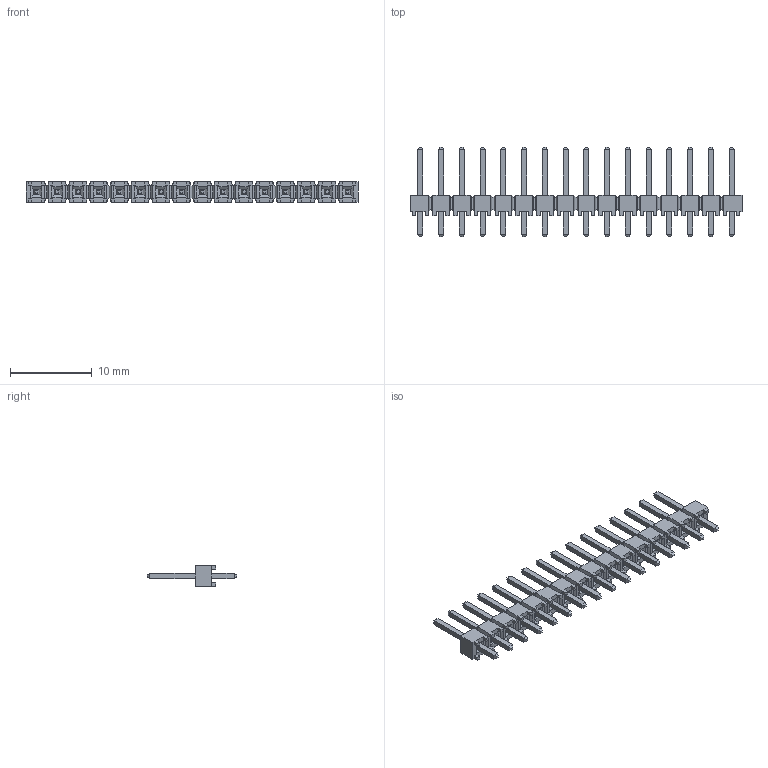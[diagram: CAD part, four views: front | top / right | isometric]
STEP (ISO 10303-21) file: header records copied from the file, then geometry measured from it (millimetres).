
FILE_DESCRIPTION (( 'STEP AP214' ), '1' );
FILE_NAME ('Samtec-TSW-116-07-T-S.step', '2014-08-13T11:57:14', ( 'Windows User' ), ( '' ), 'SwSTEP 2.0', 'SolidWorks 2014', '' );
FILE_SCHEMA (( 'AUTOMOTIVE_DESIGN' ));
Length unit declared in the file: inch
Products named in the file (1): Samtec-TSW-116-07-T-S
Bounding box: 40.64 x 10.92 x 2.54 mm (x, y, z)
Volume: 251.3 mm3; surface area: 854.6 mm2
Topology: 1 solids, 1 shells, 888 faces, 2126 edges, 1272 vertices
Faces by surface type: plane 888
Entity records: 32442 total; most frequent: CARTESIAN_POINT 4287, ORIENTED_EDGE 4252, DIRECTION 3904, LINE 2126, EDGE_CURVE 2126, VECTOR 2126, VERTEX_POINT 1272, EDGE_LOOP 920
